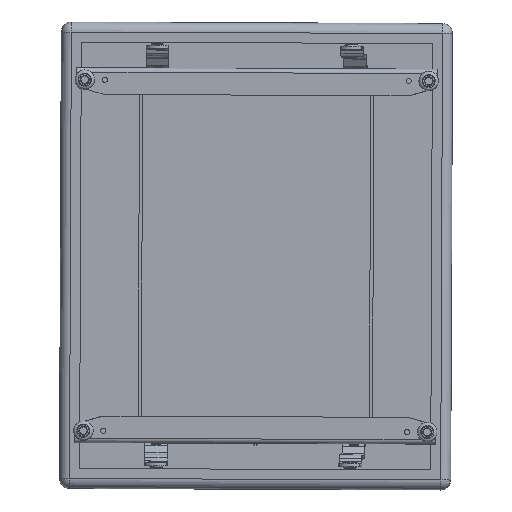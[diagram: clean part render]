
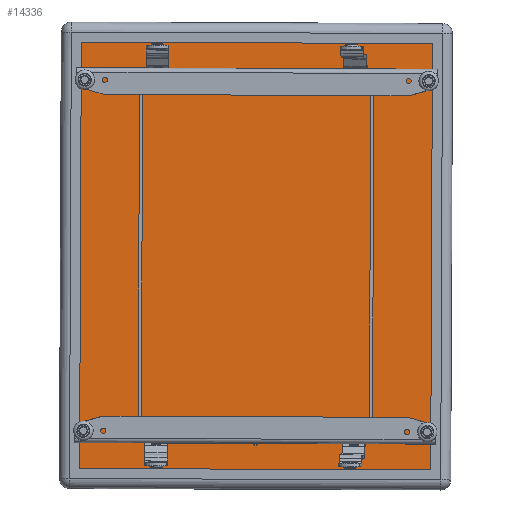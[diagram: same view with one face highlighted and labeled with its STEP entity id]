
A CAD part, front view. The second image highlights one B-rep face of the part: STEP entity #14336.
In plain terms, the highlighted face is planar.
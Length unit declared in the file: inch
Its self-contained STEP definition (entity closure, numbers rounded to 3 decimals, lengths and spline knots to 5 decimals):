
#608=LINE('',#30909,#1178);
#611=LINE('',#30914,#1181);
#613=LINE('',#30918,#1183);
#614=LINE('',#30920,#1184);
#1178=VECTOR('',#20710,0.3937);
#1181=VECTOR('',#20715,0.3937);
#1183=VECTOR('',#20719,0.3937);
#1184=VECTOR('',#20722,0.3937);
#1547=PLANE('',#16323);
#3277=FACE_OUTER_BOUND('',#4605,.T.);
#4605=EDGE_LOOP('',(#12379,#12380,#12381,#12382));
#7031=VERTEX_POINT('',#30906);
#7032=VERTEX_POINT('',#30908);
#7033=VERTEX_POINT('',#30912);
#7034=VERTEX_POINT('',#30916);
#8812=EDGE_CURVE('',#7031,#7032,#608,.T.);
#8815=EDGE_CURVE('',#7033,#7031,#611,.T.);
#8817=EDGE_CURVE('',#7034,#7033,#613,.T.);
#8818=EDGE_CURVE('',#7032,#7034,#614,.T.);
#12379=ORIENTED_EDGE('',*,*,#8818,.F.);
#12380=ORIENTED_EDGE('',*,*,#8812,.F.);
#12381=ORIENTED_EDGE('',*,*,#8815,.F.);
#12382=ORIENTED_EDGE('',*,*,#8817,.F.);
#14336=ADVANCED_FACE('',(#3277),#1547,.F.);
#16323=AXIS2_PLACEMENT_3D('',#30921,#20723,#20724);
#20710=DIRECTION('',(0.,-1.,0.));
#20715=DIRECTION('',(-1.,0.,0.));
#20719=DIRECTION('',(0.,1.,0.));
#20722=DIRECTION('',(1.,0.,0.));
#20723=DIRECTION('center_axis',(0.,0.,1.));
#20724=DIRECTION('ref_axis',(1.,0.,0.));
#30906=CARTESIAN_POINT('',(-8.60366,3.79268,8.));
#30908=CARTESIAN_POINT('',(-8.60366,-13.70732,8.));
#30909=CARTESIAN_POINT('',(-8.60366,3.79268,8.));
#30912=CARTESIAN_POINT('',(12.64634,3.79268,8.));
#30914=CARTESIAN_POINT('',(12.64634,3.79268,8.));
#30916=CARTESIAN_POINT('',(12.64634,-13.70732,8.));
#30918=CARTESIAN_POINT('',(12.64634,-13.70732,8.));
#30920=CARTESIAN_POINT('',(-8.60366,-13.70732,8.));
#30921=CARTESIAN_POINT('Origin',(2.02134,-4.95732,8.));
